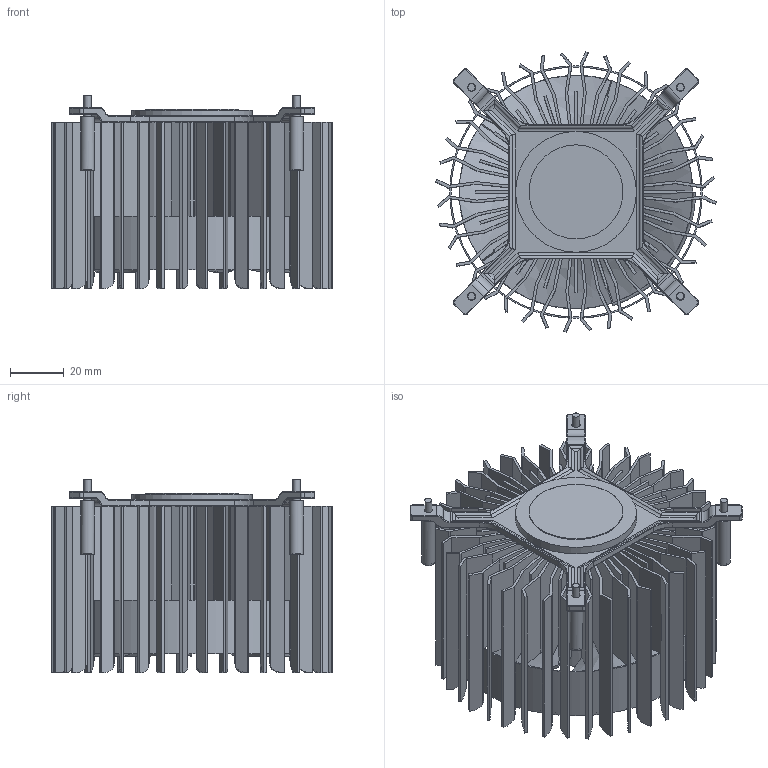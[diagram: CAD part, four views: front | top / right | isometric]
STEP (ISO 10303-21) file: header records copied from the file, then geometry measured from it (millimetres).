
FILE_DESCRIPTION(/* description */ (''),/* implementation_level */ '2;1');
FILE_NAME(/* name */ 'Intel cooler.step',/* time_stamp */ '2024-10-14T22:36:50+02:00',/* author */ (''),/* organization */ (''),/* preprocessor_version */ 'ST-DEVELOPER v20',/* originating_system */ 'Autodesk Translation Framework v13.20.0.188',/* authorisation */ '');
FILE_SCHEMA (('AUTOMOTIVE_DESIGN { 1 0 10303 214 3 1 1 }'));
Length unit declared in the file: millimetre
Products named in the file (3): Intel cooler; Component1; Component2
Assembly tree (2 placements, depth 2):
  Intel cooler
    Component1
    Component2
Bounding box: 104.42 x 104.42 x 72 mm (x, y, z)
Volume: 138825.8 mm3; surface area: 182862.2 mm2
Topology: 4 solids, 4 shells, 1205 faces, 3277 edges, 2016 vertices
Faces by surface type: plane 674, cylinder 273, torus 176, bspline 82
Full cylindrical faces by diameter (mm): 2.7 x4, 3 x4, 4.2 x4, 5 x4, 30 x1, 35 x1, 45 x1, 93 x1
Entity records: 42943 total; most frequent: CARTESIAN_POINT 12744, ORIENTED_EDGE 6554, DIRECTION 6050, EDGE_CURVE 3277, AXIS2_PLACEMENT_3D 2032, VERTEX_POINT 2016, LINE 1986, VECTOR 1986
